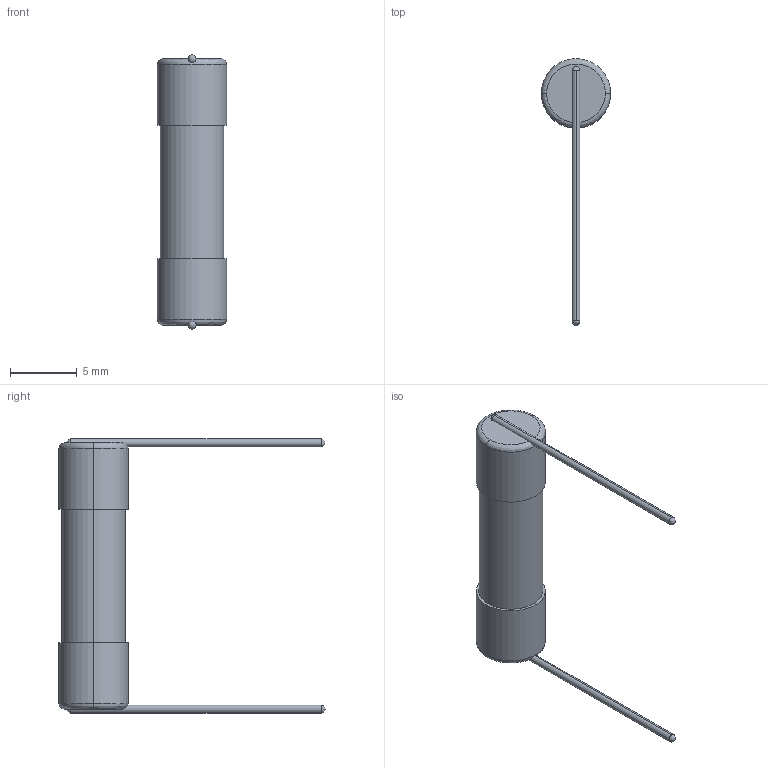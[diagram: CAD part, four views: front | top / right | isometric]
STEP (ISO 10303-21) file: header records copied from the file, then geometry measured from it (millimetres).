
FILE_DESCRIPTION (( 'STEP AP214' ), '1' );
FILE_NAME ('User Library-H520PT.STEP', '2019-03-12T03:58:33', ( '' ), ( '' ), 'SwSTEP 2.0', 'SolidWorks 2019', '' );
FILE_SCHEMA (( 'AUTOMOTIVE_DESIGN' ));
Length unit declared in the file: millimetre
Products named in the file (1): User Library-H520PT
Bounding box: 5.2 x 20 x 20.6 mm (x, y, z)
Volume: 91.1 mm3; surface area: 1032.4 mm2
Topology: 6 solids, 6 shells, 40 faces, 86 edges, 52 vertices
Faces by surface type: cylinder 18, bspline 12, plane 10
Entity records: 1849 total; most frequent: CARTESIAN_POINT 511, DIRECTION 180, ORIENTED_EDGE 156, AXIS2_PLACEMENT_3D 81, EDGE_CURVE 78, VERTEX_POINT 52, CIRCLE 52, UNCERTAINTY_MEASURE_WITH_UNIT 48
